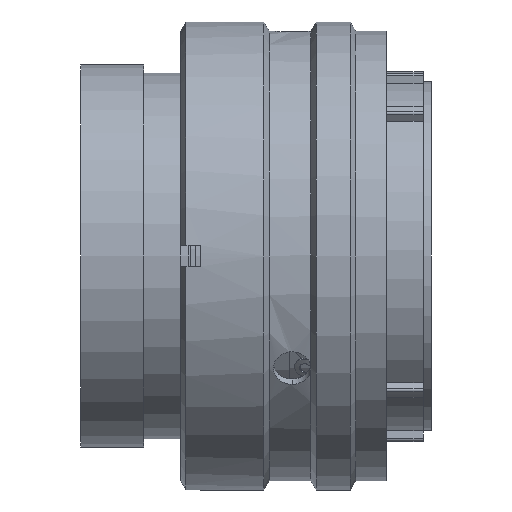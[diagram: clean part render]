
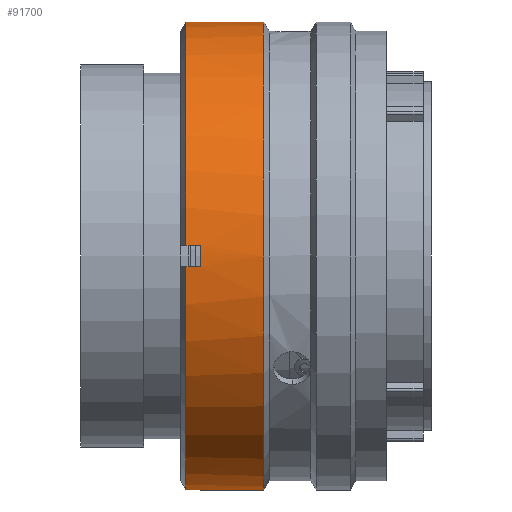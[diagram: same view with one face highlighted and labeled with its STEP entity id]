
A CAD part, front view. The second image highlights one B-rep face of the part: STEP entity #91700.
In plain terms, the highlighted cylindrical face has radius 22.25 mm (diameter 44.5 mm), a partial arc.
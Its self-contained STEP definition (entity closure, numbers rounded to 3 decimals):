
#265 = AXIS2_PLACEMENT_3D ( 'NONE', #25645, #108983, #13784 ) ;
#1480 = VERTEX_POINT ( 'NONE', #36538 ) ;
#2380 = VECTOR ( 'NONE', #44227, 1000. ) ;
#3292 = CIRCLE ( 'NONE', #80858, 22.25 ) ;
#3739 = CIRCLE ( 'NONE', #48469, 22.25 ) ;
#5644 = CARTESIAN_POINT ( 'NONE',  ( 29.07, -1., 22.228 ) ) ;
#7213 = DIRECTION ( 'NONE',  ( 0., 0., 1. ) ) ;
#10424 = VERTEX_POINT ( 'NONE', #19621 ) ;
#13415 = LINE ( 'NONE', #17938, #36159 ) ;
#13784 = DIRECTION ( 'NONE',  ( 0., 0., -1. ) ) ;
#14096 = CARTESIAN_POINT ( 'NONE',  ( 11.42, -1., 22.228 ) ) ;
#14266 = DIRECTION ( 'NONE',  ( 0., 0., -1. ) ) ;
#14756 = CARTESIAN_POINT ( 'NONE',  ( 29.07, -22.228, 1. ) ) ;
#17938 = CARTESIAN_POINT ( 'NONE',  ( 29.07, 0., -22.25 ) ) ;
#18227 = CARTESIAN_POINT ( 'NONE',  ( 11.42, -22.228, 1. ) ) ;
#19296 = ORIENTED_EDGE ( 'NONE', *, *, #27272, .T. ) ;
#19621 = CARTESIAN_POINT ( 'NONE',  ( 17.44, 0., 22.25 ) ) ;
#20544 = AXIS2_PLACEMENT_3D ( 'NONE', #91811, #29101, #29564 ) ;
#20642 = LINE ( 'NONE', #131947, #89445 ) ;
#21218 = EDGE_CURVE ( 'NONE', #122335, #108754, #94746, .T. ) ;
#22869 = DIRECTION ( 'NONE',  ( -1., 0., 0. ) ) ;
#23204 = CARTESIAN_POINT ( 'NONE',  ( 11.42, 0., -22.25 ) ) ;
#23591 = VERTEX_POINT ( 'NONE', #49274 ) ;
#25475 = ORIENTED_EDGE ( 'NONE', *, *, #21218, .T. ) ;
#25645 = CARTESIAN_POINT ( 'NONE',  ( 29.07, 0., 0. ) ) ;
#26260 = ORIENTED_EDGE ( 'NONE', *, *, #76585, .T. ) ;
#26357 = DIRECTION ( 'NONE',  ( 1., 0., 0. ) ) ;
#26830 = EDGE_CURVE ( 'NONE', #10424, #23591, #38854, .T. ) ;
#27272 = EDGE_CURVE ( 'NONE', #108754, #109341, #20642, .T. ) ;
#27528 = VERTEX_POINT ( 'NONE', #18227 ) ;
#27577 = VECTOR ( 'NONE', #66943, 1000. ) ;
#28071 = DIRECTION ( 'NONE',  ( 1., 0., 0. ) ) ;
#29101 = DIRECTION ( 'NONE',  ( 1., 0., 0. ) ) ;
#29564 = DIRECTION ( 'NONE',  ( 0., 0., -1. ) ) ;
#29731 = CARTESIAN_POINT ( 'NONE',  ( 11.42, -1., -22.228 ) ) ;
#29825 = ORIENTED_EDGE ( 'NONE', *, *, #120713, .T. ) ;
#30059 = VERTEX_POINT ( 'NONE', #14096 ) ;
#33692 = DIRECTION ( 'NONE',  ( 0., 0., -1. ) ) ;
#36159 = VECTOR ( 'NONE', #132791, 1000. ) ;
#36538 = CARTESIAN_POINT ( 'NONE',  ( 10.02, -22.228, 1. ) ) ;
#37697 = CARTESIAN_POINT ( 'NONE',  ( 11.42, 0., 0. ) ) ;
#38854 = CIRCLE ( 'NONE', #20544, 22.25 ) ;
#40879 = ORIENTED_EDGE ( 'NONE', *, *, #101196, .T. ) ;
#43221 = CARTESIAN_POINT ( 'NONE',  ( 10.02, -22.228, -1. ) ) ;
#44227 = DIRECTION ( 'NONE',  ( 1., 0., 0. ) ) ;
#45151 = CARTESIAN_POINT ( 'NONE',  ( 29.07, 0., 22.25 ) ) ;
#47186 = EDGE_CURVE ( 'NONE', #109341, #70677, #3739, .T. ) ;
#48469 = AXIS2_PLACEMENT_3D ( 'NONE', #56428, #129561, #66897 ) ;
#49274 = CARTESIAN_POINT ( 'NONE',  ( 17.44, 0., -22.25 ) ) ;
#51432 = LINE ( 'NONE', #45151, #2380 ) ;
#52159 = ORIENTED_EDGE ( 'NONE', *, *, #129272, .F. ) ;
#54398 = CARTESIAN_POINT ( 'NONE',  ( 10.02, 0., 0. ) ) ;
#54475 = CARTESIAN_POINT ( 'NONE',  ( 29.07, -22.228, -1. ) ) ;
#56428 = CARTESIAN_POINT ( 'NONE',  ( 11.42, 0., 0. ) ) ;
#56868 = EDGE_LOOP ( 'NONE', ( #52159, #108332, #100201, #104474, #26260, #29825, #40879, #25475, #19296, #67959, #68404, #108480 ) ) ;
#56977 = VERTEX_POINT ( 'NONE', #89998 ) ;
#64470 = AXIS2_PLACEMENT_3D ( 'NONE', #54398, #74986, #33692 ) ;
#64846 = VECTOR ( 'NONE', #22869, 1000. ) ;
#65824 = CYLINDRICAL_SURFACE ( 'NONE', #265, 22.25 ) ;
#66897 = DIRECTION ( 'NONE',  ( 0., 0., 1. ) ) ;
#66943 = DIRECTION ( 'NONE',  ( 1., 0., 0. ) ) ;
#67023 = LINE ( 'NONE', #5644, #104655 ) ;
#67959 = ORIENTED_EDGE ( 'NONE', *, *, #47186, .T. ) ;
#68404 = ORIENTED_EDGE ( 'NONE', *, *, #130027, .T. ) ;
#68411 = CARTESIAN_POINT ( 'NONE',  ( 11.42, 0., 22.25 ) ) ;
#70677 = VERTEX_POINT ( 'NONE', #23204 ) ;
#74986 = DIRECTION ( 'NONE',  ( 1., 0., 0. ) ) ;
#76585 = EDGE_CURVE ( 'NONE', #1480, #27528, #130633, .T. ) ;
#76810 = CARTESIAN_POINT ( 'NONE',  ( 11.42, -22.228, -1. ) ) ;
#80858 = AXIS2_PLACEMENT_3D ( 'NONE', #37697, #26357, #7213 ) ;
#86475 = AXIS2_PLACEMENT_3D ( 'NONE', #112094, #133965, #123868 ) ;
#88876 = AXIS2_PLACEMENT_3D ( 'NONE', #108559, #108092, #14266 ) ;
#89445 = VECTOR ( 'NONE', #28071, 1000. ) ;
#89998 = CARTESIAN_POINT ( 'NONE',  ( 10.02, -1., 22.228 ) ) ;
#91700 = ADVANCED_FACE ( 'NONE', ( #111677 ), #65824, .T. ) ;
#91811 = CARTESIAN_POINT ( 'NONE',  ( 17.44, 0., 0. ) ) ;
#91987 = VERTEX_POINT ( 'NONE', #76810 ) ;
#94746 = CIRCLE ( 'NONE', #64470, 22.25 ) ;
#98410 = DIRECTION ( 'NONE',  ( -1., 0., 0. ) ) ;
#100201 = ORIENTED_EDGE ( 'NONE', *, *, #127937, .T. ) ;
#101196 = EDGE_CURVE ( 'NONE', #91987, #122335, #115682, .T. ) ;
#104474 = ORIENTED_EDGE ( 'NONE', *, *, #109952, .T. ) ;
#104655 = VECTOR ( 'NONE', #98410, 1000. ) ;
#106793 = CARTESIAN_POINT ( 'NONE',  ( 10.02, -1., -22.228 ) ) ;
#108092 = DIRECTION ( 'NONE',  ( 1., 0., 0. ) ) ;
#108332 = ORIENTED_EDGE ( 'NONE', *, *, #112051, .T. ) ;
#108480 = ORIENTED_EDGE ( 'NONE', *, *, #26830, .F. ) ;
#108559 = CARTESIAN_POINT ( 'NONE',  ( 10.02, 0., 0. ) ) ;
#108754 = VERTEX_POINT ( 'NONE', #106793 ) ;
#108983 = DIRECTION ( 'NONE',  ( 1., 0., 0. ) ) ;
#109341 = VERTEX_POINT ( 'NONE', #29731 ) ;
#109952 = EDGE_CURVE ( 'NONE', #56977, #1480, #114187, .T. ) ;
#111677 = FACE_OUTER_BOUND ( 'NONE', #56868, .T. ) ;
#112051 = EDGE_CURVE ( 'NONE', #114230, #30059, #124601, .T. ) ;
#112094 = CARTESIAN_POINT ( 'NONE',  ( 11.42, 0., 0. ) ) ;
#114187 = CIRCLE ( 'NONE', #88876, 22.25 ) ;
#114230 = VERTEX_POINT ( 'NONE', #68411 ) ;
#115682 = LINE ( 'NONE', #54475, #64846 ) ;
#120713 = EDGE_CURVE ( 'NONE', #27528, #91987, #3292, .T. ) ;
#122335 = VERTEX_POINT ( 'NONE', #43221 ) ;
#123868 = DIRECTION ( 'NONE',  ( 0., 0., 1. ) ) ;
#124601 = CIRCLE ( 'NONE', #86475, 22.25 ) ;
#127937 = EDGE_CURVE ( 'NONE', #30059, #56977, #67023, .T. ) ;
#129272 = EDGE_CURVE ( 'NONE', #114230, #10424, #51432, .T. ) ;
#129561 = DIRECTION ( 'NONE',  ( 1., 0., 0. ) ) ;
#130027 = EDGE_CURVE ( 'NONE', #70677, #23591, #13415, .T. ) ;
#130633 = LINE ( 'NONE', #14756, #27577 ) ;
#131947 = CARTESIAN_POINT ( 'NONE',  ( 29.07, -1., -22.228 ) ) ;
#132791 = DIRECTION ( 'NONE',  ( 1., 0., 0. ) ) ;
#133965 = DIRECTION ( 'NONE',  ( 1., 0., 0. ) ) ;
